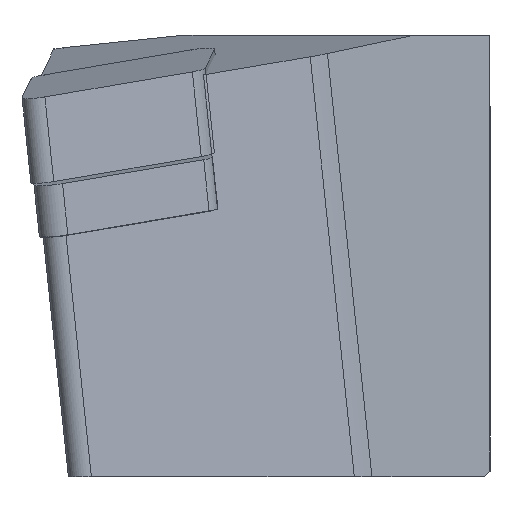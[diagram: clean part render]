
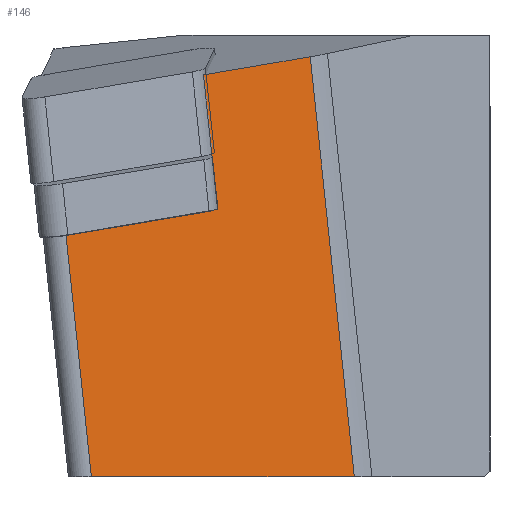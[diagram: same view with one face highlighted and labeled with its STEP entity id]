
A CAD part, left-side view. The second image highlights one B-rep face of the part: STEP entity #146.
In plain terms, the highlighted planar face has unit normal (-0.849, -0.527, -0.034).
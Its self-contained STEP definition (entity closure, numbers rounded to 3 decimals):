
#146=ADVANCED_FACE('',(#245),#203,.F.);
#203=PLANE('',#1098);
#245=FACE_OUTER_BOUND('',#302,.T.);
#302=EDGE_LOOP('',(#620,#621,#622,#623,#624,#625,#626));
#351=LINE('',#1449,#458);
#363=LINE('',#1475,#470);
#366=LINE('',#1480,#473);
#389=LINE('',#1529,#496);
#390=LINE('',#1531,#497);
#391=LINE('',#1533,#498);
#392=LINE('',#1535,#499);
#458=VECTOR('',#1175,1.);
#470=VECTOR('',#1195,1.);
#473=VECTOR('',#1200,1.);
#496=VECTOR('',#1237,1.);
#497=VECTOR('',#1238,1.);
#498=VECTOR('',#1239,1.);
#499=VECTOR('',#1240,1.);
#620=ORIENTED_EDGE('',*,*,#925,.F.);
#621=ORIENTED_EDGE('',*,*,#966,.F.);
#622=ORIENTED_EDGE('',*,*,#967,.T.);
#623=ORIENTED_EDGE('',*,*,#968,.F.);
#624=ORIENTED_EDGE('',*,*,#969,.T.);
#625=ORIENTED_EDGE('',*,*,#941,.F.);
#626=ORIENTED_EDGE('',*,*,#938,.T.);
#840=VERTEX_POINT('',#1447);
#842=VERTEX_POINT('',#1450);
#852=VERTEX_POINT('',#1476);
#853=VERTEX_POINT('',#1481);
#872=VERTEX_POINT('',#1530);
#873=VERTEX_POINT('',#1532);
#874=VERTEX_POINT('',#1534);
#925=EDGE_CURVE('',#840,#842,#351,.T.);
#938=EDGE_CURVE('',#852,#842,#363,.T.);
#941=EDGE_CURVE('',#852,#853,#366,.T.);
#966=EDGE_CURVE('',#872,#840,#389,.T.);
#967=EDGE_CURVE('',#872,#873,#390,.T.);
#968=EDGE_CURVE('',#874,#873,#391,.T.);
#969=EDGE_CURVE('',#874,#853,#392,.T.);
#1098=AXIS2_PLACEMENT_3D('',#1536,#1241,#1242);
#1175=DIRECTION('',(0.518,-0.843,0.143));
#1195=DIRECTION('',(0.105,-0.104,-0.989));
#1200=DIRECTION('',(0.518,-0.843,0.143));
#1237=DIRECTION('',(0.518,-0.843,0.143));
#1238=DIRECTION('',(0.105,-0.104,-0.989));
#1239=DIRECTION('',(-0.527,0.85,0.));
#1240=DIRECTION('',(-0.105,0.104,0.989));
#1241=DIRECTION('',(0.849,0.527,0.034));
#1242=DIRECTION('',(0.527,-0.85,0.));
#1447=CARTESIAN_POINT('',(7.085,14.556,-5.777));
#1449=CARTESIAN_POINT('',(2.16,22.578,-7.14));
#1450=CARTESIAN_POINT('',(7.116,14.505,-5.768));
#1475=CARTESIAN_POINT('',(6.071,15.544,4.123));
#1476=CARTESIAN_POINT('',(6.359,15.257,1.393));
#1480=CARTESIAN_POINT('',(1.403,23.331,0.02));
#1481=CARTESIAN_POINT('',(9.848,9.575,2.359));
#1529=CARTESIAN_POINT('',(2.16,22.578,-7.14));
#1530=CARTESIAN_POINT('',(2.16,22.578,-7.14));
#1531=CARTESIAN_POINT('',(5.553,19.204,-39.246));
#1532=CARTESIAN_POINT('',(3.519,21.227,-20.));
#1533=CARTESIAN_POINT('',(4.991,18.855,-20.));
#1534=CARTESIAN_POINT('',(12.21,7.225,-20.));
#1535=CARTESIAN_POINT('',(13.997,5.448,-36.908));
#1536=CARTESIAN_POINT('',(5.553,19.204,-39.246));
